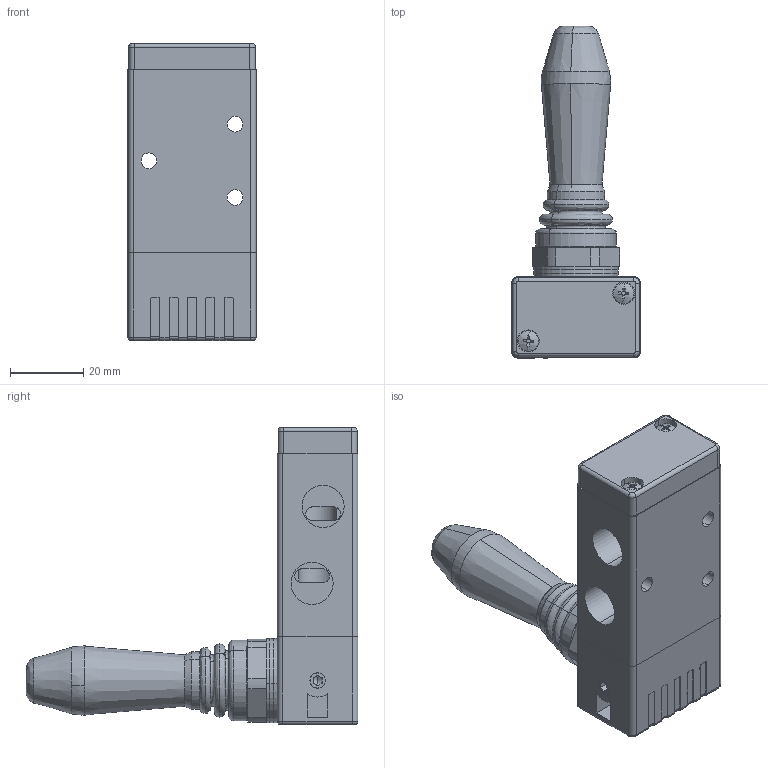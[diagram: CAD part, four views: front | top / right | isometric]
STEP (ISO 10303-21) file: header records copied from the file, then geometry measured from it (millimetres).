
FILE_DESCRIPTION (( 'STEP AP203' ), '1' );
FILE_NAME ('N4H230C-08-M.step', '2017-03-07T18:54:19', ( '' ), ( '' ), 'SwSTEP 2.0', 'SolidWorks 2016', '' );
FILE_SCHEMA (( 'CONFIG_CONTROL_DESIGN' ));
Length unit declared in the file: millimetre
Products named in the file (1): N4H230C-08-M
Bounding box: 35 x 90.5 x 81 mm (x, y, z)
Volume: 63629.3 mm3; surface area: 30932.4 mm2
Topology: 15 solids, 15 shells, 568 faces, 1420 edges, 907 vertices
Faces by surface type: plane 238, cylinder 220, bspline 68, cone 42
Entity records: 18793 total; most frequent: CARTESIAN_POINT 5295, DIRECTION 2826, ORIENTED_EDGE 2820, EDGE_CURVE 1410, AXIS2_PLACEMENT_3D 1092, VERTEX_POINT 907, EDGE_LOOP 643, VECTOR 642
